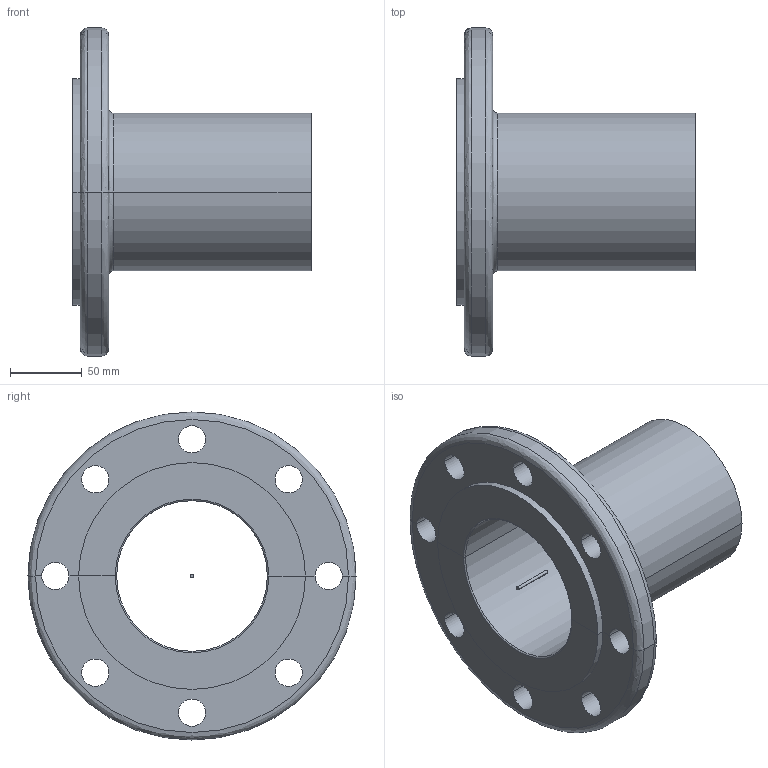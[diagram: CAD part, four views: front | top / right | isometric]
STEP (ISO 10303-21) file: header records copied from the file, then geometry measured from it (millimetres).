
FILE_DESCRIPTION(/* description */ (''),/* implementation_level */ '2;1');
FILE_NAME(/* name */ 'Plumbing_Joints_Aignep_Flanged-Tube-Ansi-150-Lb-90014-3DView-Preview',/* time_stamp */ '2025-08-20T22:10:47+03:00',/* author */ (''),/* organization */ (''),/* preprocessor_version */ 'ST-DEVELOPER v20',/* originating_system */ '',/* authorisation */ '');
FILE_SCHEMA (('AP242_MANAGED_MODEL_BASED_3D_ENGINEERING_MIM_LF { 1 0 10303 442 1 1 4 }'));
Length unit declared in the file: millimetre
Products named in the file (6): TopLevelAssembly; Extrusion; Model Lines; Model Lines_1; Model Lines_2; Joined Solid Geometry
Assembly tree (5 placements, depth 2):
  TopLevelAssembly
    Extrusion
    Model Lines
    Model Lines_1
    Model Lines_2
    Joined Solid Geometry
Bounding box: 166 x 228.6 x 228.6 mm (x, y, z)
Volume: 768760.3 mm3; surface area: 186509.5 mm2
Topology: 2 solids, 2 shells, 46 faces, 113 edges, 68 vertices
Faces by surface type: cylinder 26, plane 10, bspline 10
Entity records: 1687 total; most frequent: CARTESIAN_POINT 398, DIRECTION 279, ORIENTED_EDGE 220, AXIS2_PLACEMENT_3D 119, EDGE_CURVE 110, CIRCLE 72, VERTEX_POINT 62, EDGE_LOOP 58
